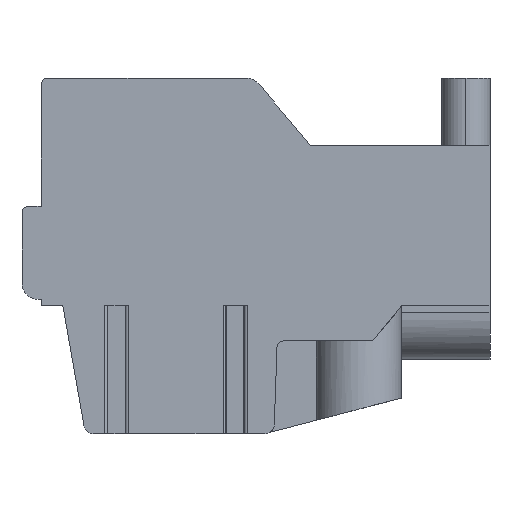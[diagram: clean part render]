
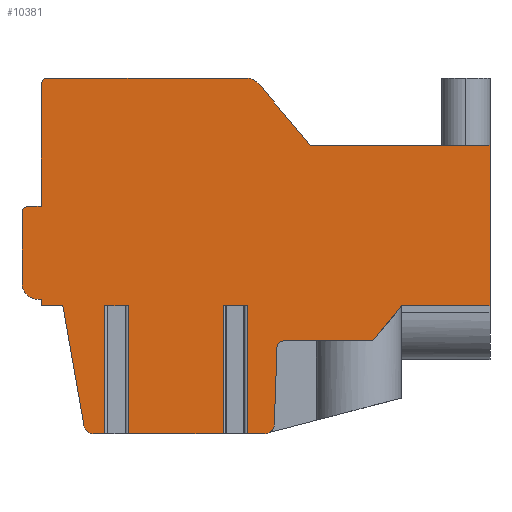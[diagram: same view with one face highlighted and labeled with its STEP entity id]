
A CAD part, front view. The second image highlights one B-rep face of the part: STEP entity #10381.
In plain terms, the highlighted planar face has unit normal (0, -1, 0).
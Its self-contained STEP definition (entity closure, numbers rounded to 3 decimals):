
#1=DIRECTION('',(1.,0.,0.));
#2=VECTOR('',#1,0.746);
#3=CARTESIAN_POINT('',(-12.023,0.,-7.186));
#4=LINE('',#3,#2);
#5=DIRECTION('',(0.,0.,-1.));
#6=VECTOR('',#5,4.);
#7=CARTESIAN_POINT('',(-12.023,0.,-7.186));
#8=LINE('',#7,#6);
#9=DIRECTION('',(-1.,0.,0.));
#10=VECTOR('',#9,0.348);
#11=CARTESIAN_POINT('',(-12.023,0.,-11.186));
#12=LINE('',#11,#10);
#13=CARTESIAN_POINT('',(-12.371,0.,-10.886));
#14=DIRECTION('',(0.,1.,0.));
#15=DIRECTION('',(0.,0.,-1.));
#16=AXIS2_PLACEMENT_3D('',#13,#14,#15);
#18=DIRECTION('',(-0.174,0.,0.985));
#19=VECTOR('',#18,3.81);
#20=CARTESIAN_POINT('',(-12.667,0.,-10.938));
#21=LINE('',#20,#19);
#22=DIRECTION('',(-1.,0.,0.));
#23=VECTOR('',#22,0.672);
#24=CARTESIAN_POINT('',(-13.328,0.,-7.186));
#25=LINE('',#24,#23);
#26=DIRECTION('',(0.,0.,1.));
#27=VECTOR('',#26,0.2);
#28=CARTESIAN_POINT('',(-14.,0.,-7.186));
#29=LINE('',#28,#27);
#30=DIRECTION('',(-1.,0.,0.));
#31=VECTOR('',#30,0.1);
#32=CARTESIAN_POINT('',(-14.,0.,-6.986));
#33=LINE('',#32,#31);
#34=CARTESIAN_POINT('',(-14.1,0.,-6.486));
#35=DIRECTION('',(0.,1.,0.));
#36=DIRECTION('',(0.,0.,-1.));
#37=AXIS2_PLACEMENT_3D('',#34,#35,#36);
#39=DIRECTION('',(0.,0.,1.));
#40=VECTOR('',#39,2.2);
#41=CARTESIAN_POINT('',(-14.6,0.,-6.486));
#42=LINE('',#41,#40);
#43=CARTESIAN_POINT('',(-14.4,0.,-4.286));
#44=DIRECTION('',(0.,1.,0.));
#45=DIRECTION('',(-1.,0.,0.));
#46=AXIS2_PLACEMENT_3D('',#43,#44,#45);
#48=DIRECTION('',(1.,0.,0.));
#49=VECTOR('',#48,0.4);
#50=CARTESIAN_POINT('',(-14.4,0.,-4.086));
#51=LINE('',#50,#49);
#52=DIRECTION('',(0.,0.,1.));
#53=VECTOR('',#52,3.8);
#54=CARTESIAN_POINT('',(-14.,0.,-4.086));
#55=LINE('',#54,#53);
#56=CARTESIAN_POINT('',(-13.8,0.,-0.286));
#57=DIRECTION('',(0.,1.,0.));
#58=DIRECTION('',(-1.,0.,0.));
#59=AXIS2_PLACEMENT_3D('',#56,#57,#58);
#61=DIRECTION('',(1.,0.,0.));
#62=VECTOR('',#61,6.205);
#63=CARTESIAN_POINT('',(-13.8,0.,-0.086));
#64=LINE('',#63,#62);
#65=CARTESIAN_POINT('',(-7.595,0.,-0.586));
#66=DIRECTION('',(0.,1.,0.));
#67=DIRECTION('',(0.,0.,1.));
#68=AXIS2_PLACEMENT_3D('',#65,#66,#67);
#70=DIRECTION('',(0.643,0.,-0.766));
#71=VECTOR('',#70,2.508);
#72=CARTESIAN_POINT('',(-7.212,0.,-0.264));
#73=LINE('',#72,#71);
#74=DIRECTION('',(1.,0.,0.));
#75=VECTOR('',#74,5.6);
#76=CARTESIAN_POINT('',(-5.6,0.,-2.186));
#77=LINE('',#76,#75);
#78=DIRECTION('',(0.,0.,-1.));
#79=VECTOR('',#78,5.);
#80=CARTESIAN_POINT('',(0.,0.,-2.186));
#81=LINE('',#80,#79);
#82=DIRECTION('',(-1.,0.,0.));
#83=VECTOR('',#82,2.75);
#84=CARTESIAN_POINT('',(0.,0.,-7.186));
#85=LINE('',#84,#83);
#86=DIRECTION('',(-0.635,0.,-0.773));
#87=VECTOR('',#86,1.423);
#88=CARTESIAN_POINT('',(-2.75,0.,-7.186));
#89=LINE('',#88,#87);
#90=DIRECTION('',(-1.,0.,0.));
#91=VECTOR('',#90,2.792);
#92=CARTESIAN_POINT('',(-3.653,0.,-8.286));
#93=LINE('',#92,#91);
#94=CARTESIAN_POINT('',(-6.445,0.,-8.486));
#95=DIRECTION('',(0.,-1.,0.));
#96=DIRECTION('',(0.,0.,1.));
#97=AXIS2_PLACEMENT_3D('',#94,#95,#96);
#99=DIRECTION('',(-0.035,0.,-0.999));
#100=VECTOR('',#99,2.419);
#101=CARTESIAN_POINT('',(-6.645,0.,-8.479));
#102=LINE('',#101,#100);
#103=CARTESIAN_POINT('',(-7.029,0.,-10.886));
#104=DIRECTION('',(0.,1.,0.));
#105=DIRECTION('',(0.999,0.,-0.035));
#106=AXIS2_PLACEMENT_3D('',#103,#104,#105);
#108=DIRECTION('',(-1.,0.,0.));
#109=VECTOR('',#108,0.547);
#110=CARTESIAN_POINT('',(-7.029,0.,-11.186));
#111=LINE('',#110,#109);
#112=DIRECTION('',(0.,0.,-1.));
#113=VECTOR('',#112,4.);
#114=CARTESIAN_POINT('',(-7.577,0.,-7.186));
#115=LINE('',#114,#113);
#116=DIRECTION('',(1.,0.,0.));
#117=VECTOR('',#116,0.746);
#118=CARTESIAN_POINT('',(-8.323,0.,-7.186));
#119=LINE('',#118,#117);
#120=DIRECTION('',(0.,0.,-1.));
#121=VECTOR('',#120,4.);
#122=CARTESIAN_POINT('',(-8.323,0.,-7.186));
#123=LINE('',#122,#121);
#124=DIRECTION('',(-1.,0.,0.));
#125=VECTOR('',#124,2.954);
#126=CARTESIAN_POINT('',(-8.323,0.,-11.186));
#127=LINE('',#126,#125);
#128=DIRECTION('',(0.,0.,-1.));
#129=VECTOR('',#128,4.);
#130=CARTESIAN_POINT('',(-11.277,0.,-7.186));
#131=LINE('',#130,#129);
#8053=CARTESIAN_POINT('',(-14.6,0.,-6.486));
#8054=CARTESIAN_POINT('',(-14.6,0.,-4.286));
#8055=VERTEX_POINT('',#8053);
#8056=VERTEX_POINT('',#8054);
#8057=CARTESIAN_POINT('',(-14.4,0.,-4.086));
#8058=VERTEX_POINT('',#8057);
#8059=CARTESIAN_POINT('',(-14.,0.,-4.086));
#8060=VERTEX_POINT('',#8059);
#8061=CARTESIAN_POINT('',(-14.,0.,-0.286));
#8062=VERTEX_POINT('',#8061);
#8063=CARTESIAN_POINT('',(-13.8,0.,-0.086));
#8064=VERTEX_POINT('',#8063);
#8065=CARTESIAN_POINT('',(-7.595,0.,-0.086));
#8066=VERTEX_POINT('',#8065);
#8067=CARTESIAN_POINT('',(-7.212,0.,-0.264));
#8068=VERTEX_POINT('',#8067);
#8069=CARTESIAN_POINT('',(-5.6,0.,-2.186));
#8070=VERTEX_POINT('',#8069);
#8071=CARTESIAN_POINT('',(0.,0.,-2.186));
#8072=VERTEX_POINT('',#8071);
#8073=CARTESIAN_POINT('',(0.,0.,-7.186));
#8074=VERTEX_POINT('',#8073);
#8075=CARTESIAN_POINT('',(-2.75,0.,-7.186));
#8076=VERTEX_POINT('',#8075);
#8077=CARTESIAN_POINT('',(-3.653,0.,-8.286));
#8078=VERTEX_POINT('',#8077);
#8079=CARTESIAN_POINT('',(-6.445,0.,-8.286));
#8080=VERTEX_POINT('',#8079);
#8081=CARTESIAN_POINT('',(-6.645,0.,-8.479));
#8082=VERTEX_POINT('',#8081);
#8083=CARTESIAN_POINT('',(-6.73,0.,-10.896));
#8084=VERTEX_POINT('',#8083);
#8085=CARTESIAN_POINT('',(-7.029,0.,-11.186));
#8086=VERTEX_POINT('',#8085);
#8087=CARTESIAN_POINT('',(-12.371,0.,-11.186));
#8088=CARTESIAN_POINT('',(-12.667,0.,-10.938));
#8089=VERTEX_POINT('',#8087);
#8090=VERTEX_POINT('',#8088);
#8091=CARTESIAN_POINT('',(-13.328,0.,-7.186));
#8092=VERTEX_POINT('',#8091);
#8093=CARTESIAN_POINT('',(-14.,0.,-7.186));
#8094=VERTEX_POINT('',#8093);
#8095=CARTESIAN_POINT('',(-14.,0.,-6.986));
#8096=VERTEX_POINT('',#8095);
#8097=CARTESIAN_POINT('',(-14.1,0.,-6.986));
#8098=VERTEX_POINT('',#8097);
#8549=CARTESIAN_POINT('',(-12.023,0.,-7.186));
#8550=CARTESIAN_POINT('',(-11.277,0.,-7.186));
#8551=VERTEX_POINT('',#8549);
#8552=VERTEX_POINT('',#8550);
#8553=CARTESIAN_POINT('',(-8.323,0.,-7.186));
#8554=CARTESIAN_POINT('',(-7.577,0.,-7.186));
#8555=VERTEX_POINT('',#8553);
#8556=VERTEX_POINT('',#8554);
#8557=CARTESIAN_POINT('',(-11.277,0.,-11.186));
#8558=VERTEX_POINT('',#8557);
#8559=CARTESIAN_POINT('',(-12.023,0.,-11.186));
#8560=VERTEX_POINT('',#8559);
#8561=CARTESIAN_POINT('',(-8.323,0.,-11.186));
#8562=VERTEX_POINT('',#8561);
#8563=CARTESIAN_POINT('',(-7.577,0.,-11.186));
#8564=VERTEX_POINT('',#8563);
#10312=CARTESIAN_POINT('',(0.,0.,0.));
#10313=DIRECTION('',(0.,1.,0.));
#10314=DIRECTION('',(1.,0.,0.));
#10315=AXIS2_PLACEMENT_3D('',#10312,#10313,#10314);
#10316=PLANE('',#10315);
#10318=ORIENTED_EDGE('',*,*,#10317,.F.);
#10320=ORIENTED_EDGE('',*,*,#10319,.T.);
#10322=ORIENTED_EDGE('',*,*,#10321,.T.);
#10324=ORIENTED_EDGE('',*,*,#10323,.T.);
#10326=ORIENTED_EDGE('',*,*,#10325,.T.);
#10328=ORIENTED_EDGE('',*,*,#10327,.T.);
#10330=ORIENTED_EDGE('',*,*,#10329,.T.);
#10332=ORIENTED_EDGE('',*,*,#10331,.T.);
#10334=ORIENTED_EDGE('',*,*,#10333,.T.);
#10336=ORIENTED_EDGE('',*,*,#10335,.T.);
#10338=ORIENTED_EDGE('',*,*,#10337,.T.);
#10340=ORIENTED_EDGE('',*,*,#10339,.T.);
#10342=ORIENTED_EDGE('',*,*,#10341,.T.);
#10344=ORIENTED_EDGE('',*,*,#10343,.T.);
#10346=ORIENTED_EDGE('',*,*,#10345,.T.);
#10348=ORIENTED_EDGE('',*,*,#10347,.T.);
#10350=ORIENTED_EDGE('',*,*,#10349,.T.);
#10352=ORIENTED_EDGE('',*,*,#10351,.T.);
#10354=ORIENTED_EDGE('',*,*,#10353,.T.);
#10356=ORIENTED_EDGE('',*,*,#10355,.T.);
#10358=ORIENTED_EDGE('',*,*,#10357,.T.);
#10360=ORIENTED_EDGE('',*,*,#10359,.T.);
#10362=ORIENTED_EDGE('',*,*,#10361,.T.);
#10364=ORIENTED_EDGE('',*,*,#10363,.T.);
#10366=ORIENTED_EDGE('',*,*,#10365,.T.);
#10368=ORIENTED_EDGE('',*,*,#10367,.T.);
#10370=ORIENTED_EDGE('',*,*,#10369,.F.);
#10372=ORIENTED_EDGE('',*,*,#10371,.F.);
#10374=ORIENTED_EDGE('',*,*,#10373,.T.);
#10376=ORIENTED_EDGE('',*,*,#10375,.T.);
#10378=ORIENTED_EDGE('',*,*,#10377,.F.);
#10379=EDGE_LOOP('',(#10318,#10320,#10322,#10324,#10326,#10328,#10330,#10332,
#10334,#10336,#10338,#10340,#10342,#10344,#10346,#10348,#10350,#10352,#10354,
#10356,#10358,#10360,#10362,#10364,#10366,#10368,#10370,#10372,#10374,#10376,
#10378));
#10380=FACE_OUTER_BOUND('',#10379,.F.);
#10381=ADVANCED_FACE('',(#10380),#10316,.F.);
#17=CIRCLE('',#16,0.3);
#38=CIRCLE('',#37,0.5);
#47=CIRCLE('',#46,0.2);
#60=CIRCLE('',#59,0.2);
#69=CIRCLE('',#68,0.5);
#98=CIRCLE('',#97,0.2);
#107=CIRCLE('',#106,0.3);
#10317=EDGE_CURVE('',#8551,#8552,#4,.T.);
#10319=EDGE_CURVE('',#8551,#8560,#8,.T.);
#10321=EDGE_CURVE('',#8560,#8089,#12,.T.);
#10323=EDGE_CURVE('',#8089,#8090,#17,.T.);
#10325=EDGE_CURVE('',#8090,#8092,#21,.T.);
#10327=EDGE_CURVE('',#8092,#8094,#25,.T.);
#10329=EDGE_CURVE('',#8094,#8096,#29,.T.);
#10331=EDGE_CURVE('',#8096,#8098,#33,.T.);
#10333=EDGE_CURVE('',#8098,#8055,#38,.T.);
#10335=EDGE_CURVE('',#8055,#8056,#42,.T.);
#10337=EDGE_CURVE('',#8056,#8058,#47,.T.);
#10339=EDGE_CURVE('',#8058,#8060,#51,.T.);
#10341=EDGE_CURVE('',#8060,#8062,#55,.T.);
#10343=EDGE_CURVE('',#8062,#8064,#60,.T.);
#10345=EDGE_CURVE('',#8064,#8066,#64,.T.);
#10347=EDGE_CURVE('',#8066,#8068,#69,.T.);
#10349=EDGE_CURVE('',#8068,#8070,#73,.T.);
#10351=EDGE_CURVE('',#8070,#8072,#77,.T.);
#10353=EDGE_CURVE('',#8072,#8074,#81,.T.);
#10355=EDGE_CURVE('',#8074,#8076,#85,.T.);
#10357=EDGE_CURVE('',#8076,#8078,#89,.T.);
#10359=EDGE_CURVE('',#8078,#8080,#93,.T.);
#10361=EDGE_CURVE('',#8080,#8082,#98,.T.);
#10363=EDGE_CURVE('',#8082,#8084,#102,.T.);
#10365=EDGE_CURVE('',#8084,#8086,#107,.T.);
#10367=EDGE_CURVE('',#8086,#8564,#111,.T.);
#10369=EDGE_CURVE('',#8556,#8564,#115,.T.);
#10371=EDGE_CURVE('',#8555,#8556,#119,.T.);
#10373=EDGE_CURVE('',#8555,#8562,#123,.T.);
#10375=EDGE_CURVE('',#8562,#8558,#127,.T.);
#10377=EDGE_CURVE('',#8552,#8558,#131,.T.);
